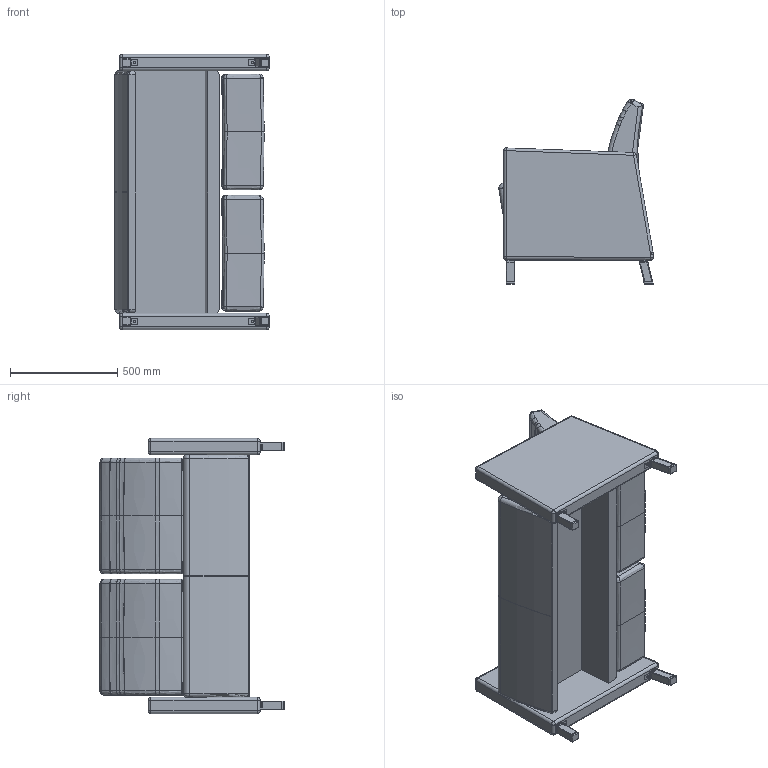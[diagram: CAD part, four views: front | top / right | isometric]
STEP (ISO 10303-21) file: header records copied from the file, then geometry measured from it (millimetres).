
FILE_DESCRIPTION(/* description */ (''),/* implementation_level */ '2;1');
FILE_NAME(/* name */ 'KMU20F.stp',/* time_stamp */ '2021-02-09T10:44:33-05:00',/* author */ ('jbosley'),/* organization */ (''),/* preprocessor_version */ 'ST-DEVELOPER v18',/* originating_system */ 'Autodesk Inventor 2020',/* authorisation */ '');
FILE_SCHEMA (('AUTOMOTIVE_DESIGN { 1 0 10303 214 3 1 1 }'));
Length unit declared in the file: inch
Products named in the file (14): KMU20F; KOU20 USEAT; KOU10 NEW BACK; KMU10 ARM; LEG MBO11; LEG MBO11_1; LEG MBO11_2; LEG MBO11 TOP PLATE; LEG 4-1; LEG 4-1_1; LEG 4-1_2; LEG 4-1 TOP PLATE; LEG CAP 1.5-1 (GENERIC); LEG CAP KOL-1 (GENERIC)
Assembly tree (19 placements, depth 3):
  KMU20F
    KOU20 USEAT
    KOU10 NEW BACK  x2
    KMU10 ARM  x2
    LEG MBO11  x2
      LEG MBO11_1
      LEG MBO11_2
      LEG MBO11 TOP PLATE
    LEG 4-1  x2
      LEG 4-1_1
      LEG 4-1_2
      LEG 4-1 TOP PLATE
    LEG CAP 1.5-1 (GENERIC)  x2
    LEG CAP KOL-1 (GENERIC)  x2
Bounding box: 719.6 x 861.75 x 1282.7 mm (x, y, z)
Volume: 245983892.3 mm3; surface area: 6078654.1 mm2
Topology: 33 solids, 33 shells, 624 faces, 1438 edges, 864 vertices
Faces by surface type: plane 234, bspline 184, cylinder 158, sphere 32, torus 16
Full cylindrical faces by diameter (mm): 9.525 x8
Entity records: 12843 total; most frequent: CARTESIAN_POINT 5051, ORIENTED_EDGE 1562, DIRECTION 1392, EDGE_CURVE 781, AXIS2_PLACEMENT_3D 516, VERTEX_POINT 472, LINE 360, VECTOR 360
